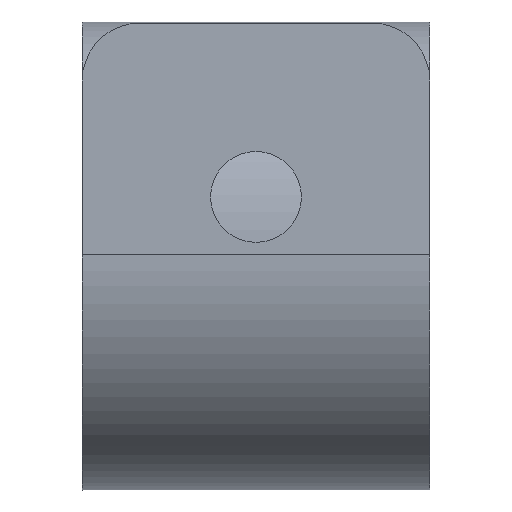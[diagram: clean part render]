
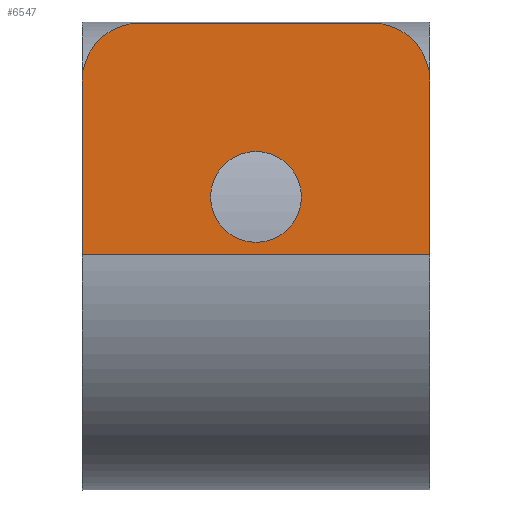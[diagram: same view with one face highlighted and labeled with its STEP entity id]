
A CAD part, left-side view. The second image highlights one B-rep face of the part: STEP entity #6547.
In plain terms, the highlighted planar face has unit normal (-1, 0, 0).
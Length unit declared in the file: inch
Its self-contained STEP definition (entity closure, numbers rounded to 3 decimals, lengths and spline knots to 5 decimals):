
#81 = EDGE_LOOP ( 'NONE', ( #1685, #578 ) ) ;
#201 = CARTESIAN_POINT ( 'NONE',  ( -0.50975, 0., 0.125 ) ) ;
#266 = CARTESIAN_POINT ( 'NONE',  ( -0.50975, 0., 0.027 ) ) ;
#267 = DIRECTION ( 'NONE',  ( -1., 0., 0. ) ) ;
#302 = DIRECTION ( 'NONE',  ( 0., 0., 1. ) ) ;
#312 = ORIENTED_EDGE ( 'NONE', *, *, #5477, .F. ) ;
#331 = VERTEX_POINT ( 'NONE', #1284 ) ;
#335 = VECTOR ( 'NONE', #773, 39.37008 ) ;
#443 = CARTESIAN_POINT ( 'NONE',  ( -0.50975, -0.25, 0.5 ) ) ;
#566 = CIRCLE ( 'NONE', #6372, 0.098 ) ;
#578 = ORIENTED_EDGE ( 'NONE', *, *, #5833, .F. ) ;
#744 = CARTESIAN_POINT ( 'NONE',  ( -0.50975, 0.375, 0. ) ) ;
#773 = DIRECTION ( 'NONE',  ( 0., 1., 0. ) ) ;
#810 = CARTESIAN_POINT ( 'NONE',  ( -0.50975, -0.87511, 0. ) ) ;
#842 = DIRECTION ( 'NONE',  ( 0., 0., 1. ) ) ;
#912 = VECTOR ( 'NONE', #2950, 39.37008 ) ;
#916 = DIRECTION ( 'NONE',  ( 0., 0., 1. ) ) ;
#1076 = EDGE_CURVE ( 'NONE', #331, #2503, #2333, .T. ) ;
#1170 = EDGE_CURVE ( 'NONE', #1720, #331, #5691, .T. ) ;
#1255 = CARTESIAN_POINT ( 'NONE',  ( -0.50975, 0.25, 0.5 ) ) ;
#1284 = CARTESIAN_POINT ( 'NONE',  ( -0.50975, -0.375, 0. ) ) ;
#1291 = CARTESIAN_POINT ( 'NONE',  ( -0.50975, 0.375, 0.375 ) ) ;
#1378 = VECTOR ( 'NONE', #2876, 39.37008 ) ;
#1685 = ORIENTED_EDGE ( 'NONE', *, *, #5391, .F. ) ;
#1720 = VERTEX_POINT ( 'NONE', #5621 ) ;
#1762 = CARTESIAN_POINT ( 'NONE',  ( -0.50975, -0.375, 0. ) ) ;
#1900 = DIRECTION ( 'NONE',  ( -1., 0., 0. ) ) ;
#1949 = ORIENTED_EDGE ( 'NONE', *, *, #1170, .F. ) ;
#2333 = LINE ( 'NONE', #3497, #335 ) ;
#2372 = CARTESIAN_POINT ( 'NONE',  ( -0.50975, -0.87511, 0.5 ) ) ;
#2421 = EDGE_CURVE ( 'NONE', #1720, #4246, #4796, .T. ) ;
#2470 = LINE ( 'NONE', #2372, #912 ) ;
#2503 = VERTEX_POINT ( 'NONE', #744 ) ;
#2538 = EDGE_CURVE ( 'NONE', #4246, #4936, #2470, .T. ) ;
#2568 = ORIENTED_EDGE ( 'NONE', *, *, #1076, .F. ) ;
#2648 = VERTEX_POINT ( 'NONE', #266 ) ;
#2876 = DIRECTION ( 'NONE',  ( 0., 0., -1. ) ) ;
#2950 = DIRECTION ( 'NONE',  ( 0., 1., 0. ) ) ;
#2978 = CARTESIAN_POINT ( 'NONE',  ( -0.50975, 0., 0.125 ) ) ;
#3076 = VECTOR ( 'NONE', #916, 39.37008 ) ;
#3087 = DIRECTION ( 'NONE',  ( 0., 0., 1. ) ) ;
#3263 = VERTEX_POINT ( 'NONE', #5732 ) ;
#3319 = CIRCLE ( 'NONE', #6474, 0.125 ) ;
#3467 = CARTESIAN_POINT ( 'NONE',  ( -0.50975, -0.25, 0.375 ) ) ;
#3497 = CARTESIAN_POINT ( 'NONE',  ( -0.50975, 0., 0. ) ) ;
#3638 = LINE ( 'NONE', #6893, #3076 ) ;
#3700 = ORIENTED_EDGE ( 'NONE', *, *, #2421, .T. ) ;
#3839 = EDGE_LOOP ( 'NONE', ( #1949, #3700, #5799, #5465, #312, #2568 ) ) ;
#4139 = FACE_BOUND ( 'NONE', #81, .T. ) ;
#4246 = VERTEX_POINT ( 'NONE', #443 ) ;
#4425 = DIRECTION ( 'NONE',  ( -1., 0., 0. ) ) ;
#4627 = DIRECTION ( 'NONE',  ( 0., 0., 1. ) ) ;
#4674 = CIRCLE ( 'NONE', #5240, 0.098 ) ;
#4746 = EDGE_CURVE ( 'NONE', #4936, #5293, #3319, .T. ) ;
#4796 = CIRCLE ( 'NONE', #6254, 0.125 ) ;
#4936 = VERTEX_POINT ( 'NONE', #1255 ) ;
#5189 = DIRECTION ( 'NONE',  ( -1., 0., 0. ) ) ;
#5240 = AXIS2_PLACEMENT_3D ( 'NONE', #201, #267, #842 ) ;
#5293 = VERTEX_POINT ( 'NONE', #1291 ) ;
#5391 = EDGE_CURVE ( 'NONE', #2648, #3263, #4674, .T. ) ;
#5465 = ORIENTED_EDGE ( 'NONE', *, *, #4746, .T. ) ;
#5477 = EDGE_CURVE ( 'NONE', #2503, #5293, #3638, .T. ) ;
#5558 = CARTESIAN_POINT ( 'NONE',  ( -0.50975, 0.25, 0.375 ) ) ;
#5621 = CARTESIAN_POINT ( 'NONE',  ( -0.50975, -0.375, 0.375 ) ) ;
#5691 = LINE ( 'NONE', #1762, #1378 ) ;
#5732 = CARTESIAN_POINT ( 'NONE',  ( -0.50975, 0., 0.223 ) ) ;
#5799 = ORIENTED_EDGE ( 'NONE', *, *, #2538, .T. ) ;
#5833 = EDGE_CURVE ( 'NONE', #3263, #2648, #566, .T. ) ;
#6254 = AXIS2_PLACEMENT_3D ( 'NONE', #3467, #5189, #302 ) ;
#6361 = FACE_OUTER_BOUND ( 'NONE', #3839, .T. ) ;
#6372 = AXIS2_PLACEMENT_3D ( 'NONE', #2978, #1900, #3087 ) ;
#6474 = AXIS2_PLACEMENT_3D ( 'NONE', #5558, #4425, #6574 ) ;
#6547 = ADVANCED_FACE ( 'NONE', ( #4139, #6361 ), #6857, .T. ) ;
#6574 = DIRECTION ( 'NONE',  ( 0., 0., 1. ) ) ;
#6778 = DIRECTION ( 'NONE',  ( -1., 0., 0. ) ) ;
#6857 = PLANE ( 'NONE',  #6939 ) ;
#6893 = CARTESIAN_POINT ( 'NONE',  ( -0.50975, 0.375, 0. ) ) ;
#6939 = AXIS2_PLACEMENT_3D ( 'NONE', #810, #6778, #4627 ) ;
